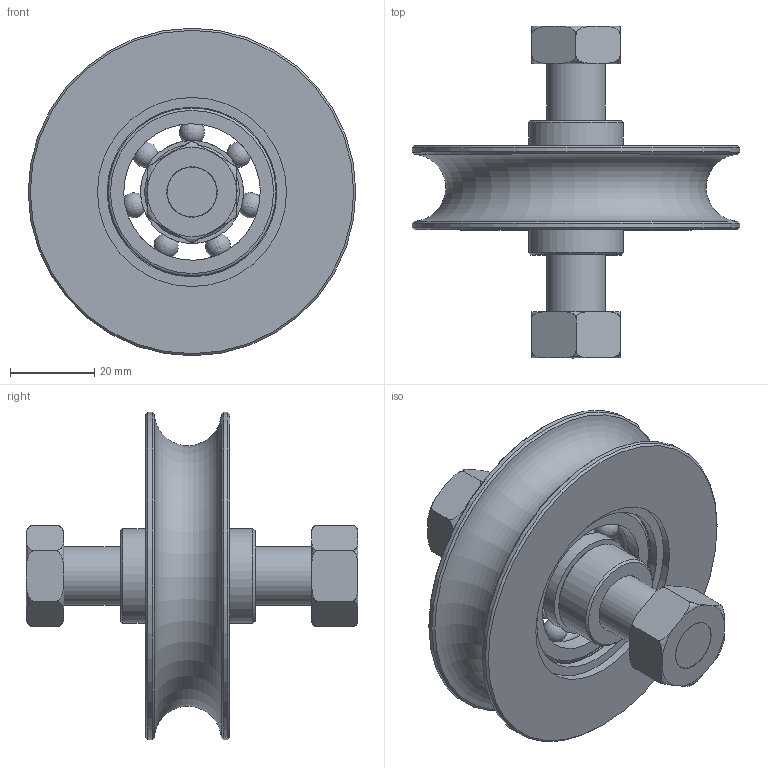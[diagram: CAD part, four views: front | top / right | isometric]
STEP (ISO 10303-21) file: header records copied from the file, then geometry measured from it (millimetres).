
FILE_DESCRIPTION(/* description */ (''),/* implementation_level */ '2;1');
FILE_NAME(/* name */ '20081R16.stp',/* time_stamp */ '2019-08-05T13:49:54+02:00',/* author */ ('didierr'),/* organization */ (''),/* preprocessor_version */ 'ST-DEVELOPER v17.2',/* originating_system */ 'Autodesk Inventor 2019',/* authorisation */ '');
FILE_SCHEMA (('AUTOMOTIVE_DESIGN { 1 0 10303 214 3 1 1 }'));
Length unit declared in the file: millimetre
Products named in the file (6): 20081R16; 19879; 19719; 04545; 06015; 20081R16-Roulement
Assembly tree (6 placements, depth 2):
  20081R16
    19879
    19719  x2
    04545
    06015
    20081R16-Roulement
Bounding box: 78 x 79 x 78 mm (x, y, z)
Volume: 78361.5 mm3; surface area: 32808.5 mm2
Topology: 14 solids, 14 shells, 107 faces, 273 edges, 187 vertices
Faces by surface type: plane 33, torus 33, cylinder 20, cone 14, sphere 7
Full cylindrical faces by diameter (mm): 11.835 x1, 14 x1, 14.5 x2, 17 x3, 22.5 x2, 24.498 x2, 32.502 x2, 36.5 x1, 40 x2, 40.4 x1, 45 x1, 78 x2
Entity records: 3950 total; most frequent: CARTESIAN_POINT 1076, DIRECTION 606, ORIENTED_EDGE 514, AXIS2_PLACEMENT_3D 277, EDGE_CURVE 257, VERTEX_POINT 205, CIRCLE 167, EDGE_LOOP 128
